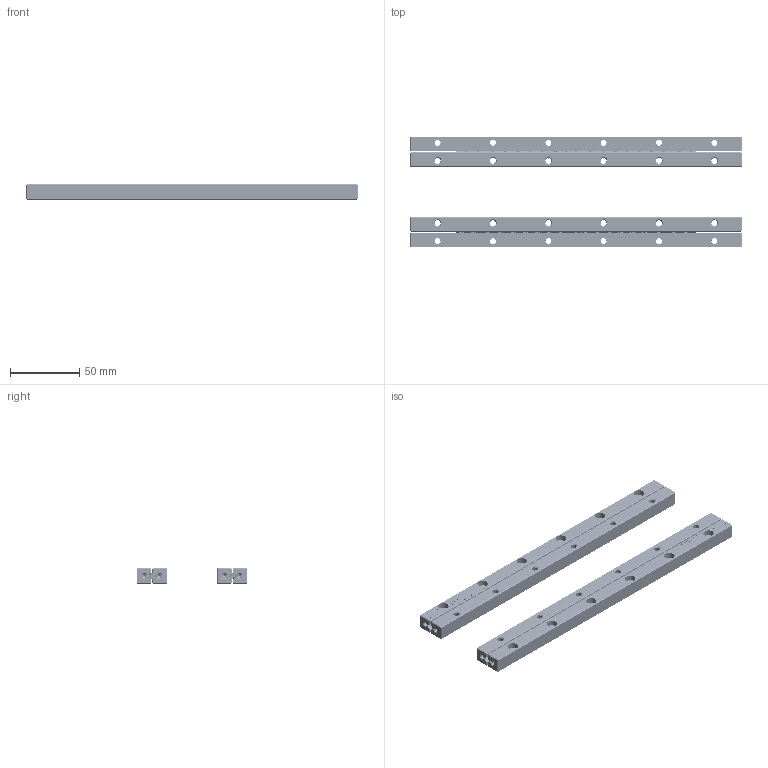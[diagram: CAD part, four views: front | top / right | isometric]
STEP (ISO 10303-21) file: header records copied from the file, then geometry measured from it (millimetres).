
FILE_DESCRIPTION(/* description */ (''),/* implementation_level */ '2;1');
FILE_NAME(/* name */ 'Set RSDE-4240x36KRE-ACC_stp.stp',/* time_stamp */ '2025-03-12T11:06:39+01:00',/* author */ (''),/* organization */ (''),/* preprocessor_version */ 'ST-DEVELOPER v16.7',/* originating_system */ 'SIEMENS PLM Software NX 12.0',/* authorisation */ '');
FILE_SCHEMA (('AUTOMOTIVE_DESIGN { 1 0 10303 214 3 1 1 1 }'));
Products named in the file (1): Set RSDE-4240x36KRE-ACC_stp
Bounding box: 240 x 80 x 11 mm (x, y, z)
Volume: 101624.3 mm3; surface area: 64187.8 mm2
Topology: 96 solids, 96 shells, 6296 faces, 17542 edges, 11526 vertices
Faces by surface type: plane 3428, cylinder 1632, torus 584, bspline 360, cone 200, extrusion 92
Full cylindrical faces by diameter (mm): 0.5 x320, 1.5 x8, 2 x72, 2.6 x8, 3.2 x8, 4 x72, 4.2 x24, 7.5 x24
Entity records: 214770 total; most frequent: CARTESIAN_POINT 47609, ORIENTED_EDGE 33088, DIRECTION 31674, EDGE_CURVE 16544, VERTEX_POINT 11268, AXIS2_PLACEMENT_3D 10633, VECTOR 10408, LINE 10316
